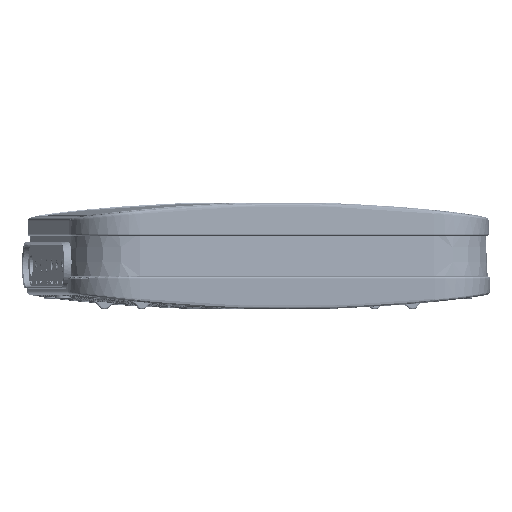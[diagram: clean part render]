
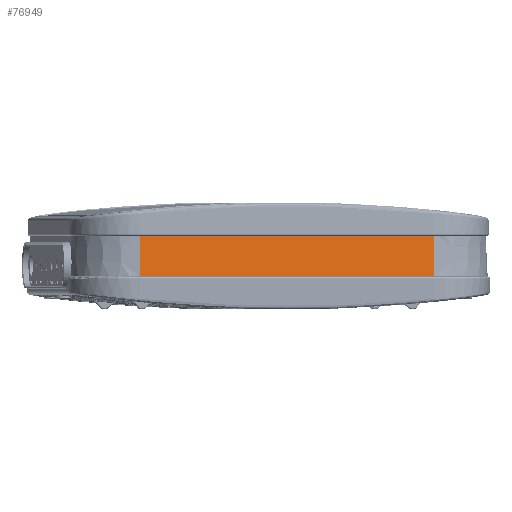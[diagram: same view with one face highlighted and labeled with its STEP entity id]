
A CAD part, front view. The second image highlights one B-rep face of the part: STEP entity #76949.
In plain terms, the highlighted face is planar.
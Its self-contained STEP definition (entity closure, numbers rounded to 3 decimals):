
#2509=PLANE('',#84086);
#10920=FACE_OUTER_BOUND('',#15513,.T.);
#15513=EDGE_LOOP('',(#65174,#65175,#65176,#65177));
#20811=LINE('',#234178,#26093);
#20816=LINE('',#234197,#26098);
#20817=LINE('',#234198,#26099);
#20818=LINE('',#234199,#26100);
#26093=VECTOR('',#100219,1000.);
#26098=VECTOR('',#100244,1000.);
#26099=VECTOR('',#100245,1000.);
#26100=VECTOR('',#100246,1000.);
#36520=VERTEX_POINT('',#234176);
#36521=VERTEX_POINT('',#234177);
#36524=VERTEX_POINT('',#234195);
#36525=VERTEX_POINT('',#234196);
#46884=EDGE_CURVE('',#36520,#36521,#20811,.T.);
#46895=EDGE_CURVE('',#36524,#36525,#20816,.F.);
#46896=EDGE_CURVE('',#36525,#36520,#20817,.F.);
#46897=EDGE_CURVE('',#36521,#36524,#20818,.T.);
#65174=ORIENTED_EDGE('',*,*,#46895,.T.);
#65175=ORIENTED_EDGE('',*,*,#46896,.T.);
#65176=ORIENTED_EDGE('',*,*,#46884,.T.);
#65177=ORIENTED_EDGE('',*,*,#46897,.T.);
#76949=ADVANCED_FACE('',(#10920),#2509,.T.);
#84086=AXIS2_PLACEMENT_3D('',#234194,#100242,#100243);
#100219=DIRECTION('',(0.,-0.033,-0.999));
#100242=DIRECTION('center_axis',(0.,-0.999,
0.033));
#100243=DIRECTION('ref_axis',(0.,-0.033,-0.999));
#100244=DIRECTION('',(0.,-0.033,-0.999));
#100245=DIRECTION('',(1.,0.,0.));
#100246=DIRECTION('',(1.,0.,0.));
#234176=CARTESIAN_POINT('',(-136.75,-192.543,4.846));
#234177=CARTESIAN_POINT('',(-136.75,-193.873,-35.25));
#234178=CARTESIAN_POINT('',(-136.75,-193.873,-35.25));
#234194=CARTESIAN_POINT('Origin',(0.,-193.873,
-35.25));
#234195=CARTESIAN_POINT('',(136.75,-193.873,-35.25));
#234196=CARTESIAN_POINT('',(136.75,-192.543,4.846));
#234197=CARTESIAN_POINT('',(136.75,-193.873,-35.25));
#234198=CARTESIAN_POINT('',(0.,-192.543,4.846));
#234199=CARTESIAN_POINT('',(-136.75,-193.873,-35.25));
